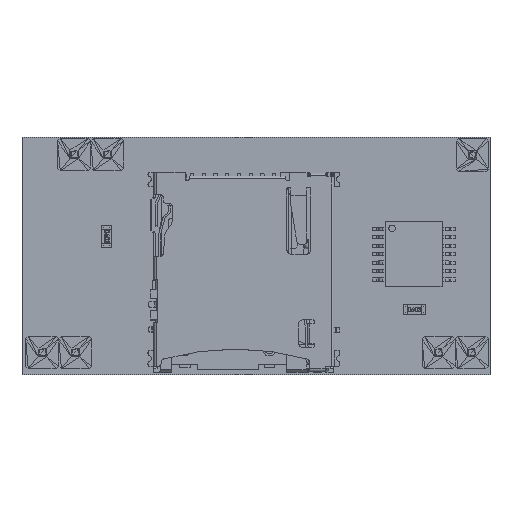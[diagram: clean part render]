
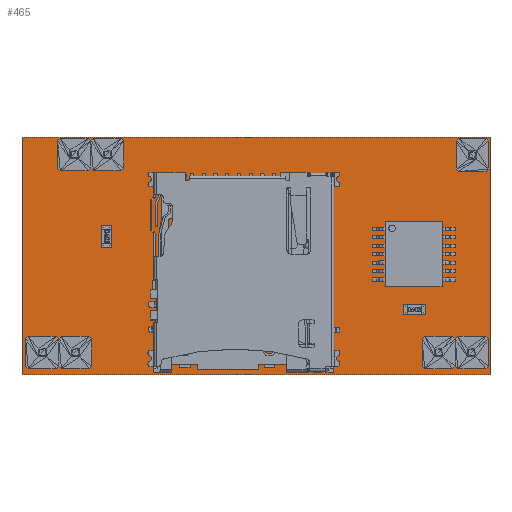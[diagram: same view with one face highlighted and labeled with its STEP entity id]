
A CAD part, top view. The second image highlights one B-rep face of the part: STEP entity #465.
In plain terms, the highlighted planar face has unit normal (0, 0, 1).
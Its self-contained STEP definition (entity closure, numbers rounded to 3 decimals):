
#84 = VERTEX_POINT('',#85);
#85 = CARTESIAN_POINT('',(0.,18.225,0.411));
#91 = EDGE_CURVE('',#84,#92,#94,.T.);
#92 = VERTEX_POINT('',#93);
#93 = CARTESIAN_POINT('',(0.,0.,0.411));
#94 = LINE('',#95,#96);
#95 = CARTESIAN_POINT('',(0.,18.225,0.411));
#96 = VECTOR('',#97,1.);
#97 = DIRECTION('',(0.,-1.,0.));
#122 = EDGE_CURVE('',#92,#123,#125,.T.);
#123 = VERTEX_POINT('',#124);
#124 = CARTESIAN_POINT('',(35.9,0.,0.411));
#125 = LINE('',#126,#127);
#126 = CARTESIAN_POINT('',(0.,0.,0.411));
#127 = VECTOR('',#128,1.);
#128 = DIRECTION('',(1.,0.,0.));
#153 = EDGE_CURVE('',#123,#154,#156,.T.);
#154 = VERTEX_POINT('',#155);
#155 = CARTESIAN_POINT('',(35.9,18.225,0.411));
#156 = LINE('',#157,#158);
#157 = CARTESIAN_POINT('',(35.9,0.,0.411));
#158 = VECTOR('',#159,1.);
#159 = DIRECTION('',(0.,1.,0.));
#184 = EDGE_CURVE('',#154,#84,#185,.T.);
#185 = LINE('',#186,#187);
#186 = CARTESIAN_POINT('',(35.9,18.225,0.411));
#187 = VECTOR('',#188,1.);
#188 = DIRECTION('',(-1.,0.,0.));
#208 = VERTEX_POINT('',#209);
#209 = CARTESIAN_POINT('',(2.,1.65,0.411));
#215 = EDGE_CURVE('',#208,#208,#216,.T.);
#216 = CIRCLE('',#217,0.45);
#217 = AXIS2_PLACEMENT_3D('',#218,#219,#220);
#218 = CARTESIAN_POINT('',(1.55,1.65,0.411));
#219 = DIRECTION('',(0.,0.,1.));
#220 = DIRECTION('',(1.,0.,0.));
#241 = VERTEX_POINT('',#242);
#242 = CARTESIAN_POINT('',(4.45,16.85,0.411));
#248 = EDGE_CURVE('',#241,#241,#249,.T.);
#249 = CIRCLE('',#250,0.45);
#250 = AXIS2_PLACEMENT_3D('',#251,#252,#253);
#251 = CARTESIAN_POINT('',(4.,16.85,0.411));
#252 = DIRECTION('',(0.,0.,1.));
#253 = DIRECTION('',(1.,0.,0.));
#274 = VERTEX_POINT('',#275);
#275 = CARTESIAN_POINT('',(4.54,1.65,0.411));
#281 = EDGE_CURVE('',#274,#274,#282,.T.);
#282 = CIRCLE('',#283,0.45);
#283 = AXIS2_PLACEMENT_3D('',#284,#285,#286);
#284 = CARTESIAN_POINT('',(4.09,1.65,0.411));
#285 = DIRECTION('',(0.,0.,1.));
#286 = DIRECTION('',(1.,0.,0.));
#307 = VERTEX_POINT('',#308);
#308 = CARTESIAN_POINT('',(32.41,1.65,0.411));
#314 = EDGE_CURVE('',#307,#307,#315,.T.);
#315 = CIRCLE('',#316,0.45);
#316 = AXIS2_PLACEMENT_3D('',#317,#318,#319);
#317 = CARTESIAN_POINT('',(31.96,1.65,0.411));
#318 = DIRECTION('',(0.,0.,1.));
#319 = DIRECTION('',(1.,0.,0.));
#340 = VERTEX_POINT('',#341);
#341 = CARTESIAN_POINT('',(34.95,1.65,0.411));
#347 = EDGE_CURVE('',#340,#340,#348,.T.);
#348 = CIRCLE('',#349,0.45);
#349 = AXIS2_PLACEMENT_3D('',#350,#351,#352);
#350 = CARTESIAN_POINT('',(34.5,1.65,0.411));
#351 = DIRECTION('',(0.,0.,1.));
#352 = DIRECTION('',(1.,0.,0.));
#373 = VERTEX_POINT('',#374);
#374 = CARTESIAN_POINT('',(6.99,16.85,0.411));
#380 = EDGE_CURVE('',#373,#373,#381,.T.);
#381 = CIRCLE('',#382,0.45);
#382 = AXIS2_PLACEMENT_3D('',#383,#384,#385);
#383 = CARTESIAN_POINT('',(6.54,16.85,0.411));
#384 = DIRECTION('',(0.,0.,1.));
#385 = DIRECTION('',(1.,0.,0.));
#406 = VERTEX_POINT('',#407);
#407 = CARTESIAN_POINT('',(35.,16.85,0.411));
#413 = EDGE_CURVE('',#406,#406,#414,.T.);
#414 = CIRCLE('',#415,0.45);
#415 = AXIS2_PLACEMENT_3D('',#416,#417,#418);
#416 = CARTESIAN_POINT('',(34.55,16.85,0.411));
#417 = DIRECTION('',(0.,0.,1.));
#418 = DIRECTION('',(1.,0.,0.));
#465 = ADVANCED_FACE('',(#466,#472,#475,#478,#481,#484,#487,#490),#493,
  .F.);
#466 = FACE_BOUND('',#467,.T.);
#467 = EDGE_LOOP('',(#468,#469,#470,#471));
#468 = ORIENTED_EDGE('',*,*,#91,.T.);
#469 = ORIENTED_EDGE('',*,*,#122,.T.);
#470 = ORIENTED_EDGE('',*,*,#153,.T.);
#471 = ORIENTED_EDGE('',*,*,#184,.T.);
#472 = FACE_BOUND('',#473,.F.);
#473 = EDGE_LOOP('',(#474));
#474 = ORIENTED_EDGE('',*,*,#215,.T.);
#475 = FACE_BOUND('',#476,.F.);
#476 = EDGE_LOOP('',(#477));
#477 = ORIENTED_EDGE('',*,*,#248,.T.);
#478 = FACE_BOUND('',#479,.F.);
#479 = EDGE_LOOP('',(#480));
#480 = ORIENTED_EDGE('',*,*,#281,.T.);
#481 = FACE_BOUND('',#482,.F.);
#482 = EDGE_LOOP('',(#483));
#483 = ORIENTED_EDGE('',*,*,#314,.T.);
#484 = FACE_BOUND('',#485,.F.);
#485 = EDGE_LOOP('',(#486));
#486 = ORIENTED_EDGE('',*,*,#347,.T.);
#487 = FACE_BOUND('',#488,.F.);
#488 = EDGE_LOOP('',(#489));
#489 = ORIENTED_EDGE('',*,*,#380,.T.);
#490 = FACE_BOUND('',#491,.F.);
#491 = EDGE_LOOP('',(#492));
#492 = ORIENTED_EDGE('',*,*,#413,.T.);
#493 = PLANE('',#494);
#494 = AXIS2_PLACEMENT_3D('',#495,#496,#497);
#495 = CARTESIAN_POINT('',(0.,18.225,0.411));
#496 = DIRECTION('',(0.,0.,-1.));
#497 = DIRECTION('',(-1.,0.,0.));
